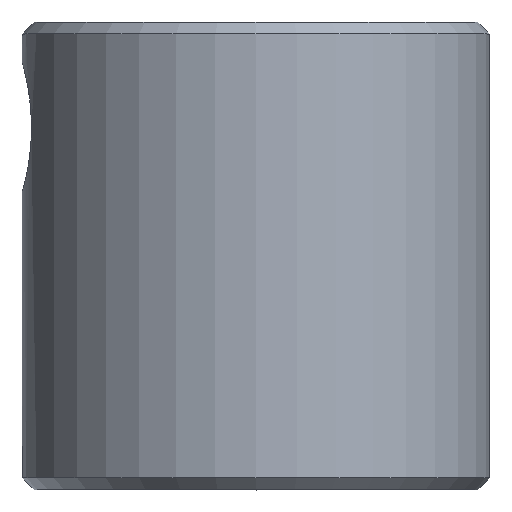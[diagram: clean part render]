
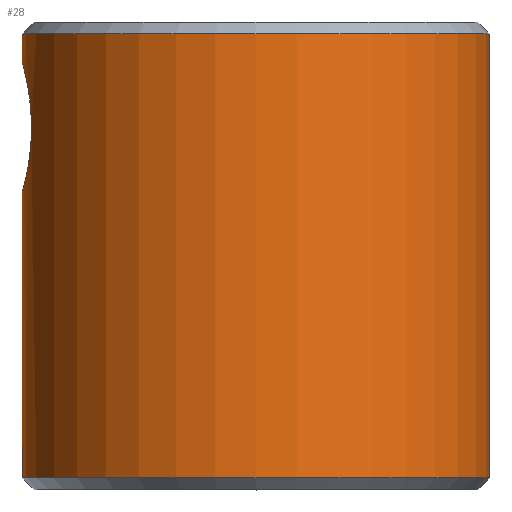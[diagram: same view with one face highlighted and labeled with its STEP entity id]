
A CAD part, top view. The second image highlights one B-rep face of the part: STEP entity #28.
In plain terms, the highlighted cylindrical face has radius 10 mm (diameter 20 mm), a full revolution.
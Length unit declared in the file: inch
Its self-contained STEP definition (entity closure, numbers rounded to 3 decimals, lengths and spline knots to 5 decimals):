
#3 = AXIS2_PLACEMENT_3D ( 'NONE', #72, #104, #239 ) ;
#7 = CARTESIAN_POINT ( 'NONE',  ( 0., 0.76772, -0.3937 ) ) ;
#9 = CARTESIAN_POINT ( 'NONE',  ( -0.38236, 0.5559, -0.09391 ) ) ;
#12 = CARTESIAN_POINT ( 'NONE',  ( -0.3935, 0.50268, 0.01428 ) ) ;
#14 = DIRECTION ( 'NONE',  ( 0., -1., 0. ) ) ;
#16 = CARTESIAN_POINT ( 'NONE',  ( -0.3937, 0.50197, -0.00715 ) ) ;
#18 = CARTESIAN_POINT ( 'NONE',  ( -0.38008, 0.64523, 0.1027 ) ) ;
#23 = CARTESIAN_POINT ( 'NONE',  ( -0.3922, 0.71297, 0.03491 ) ) ;
#25 = CARTESIAN_POINT ( 'NONE',  ( -0.38817, 0.69632, 0.06603 ) ) ;
#28 = ADVANCED_FACE ( 'NONE', ( #60, #145, #265 ), #157, .T. ) ;
#40 = EDGE_CURVE ( 'NONE', #285, #285, #219, .T. ) ;
#41 = CARTESIAN_POINT ( 'NONE',  ( 0., 0.01969, -0.3937 ) ) ;
#42 = CARTESIAN_POINT ( 'NONE',  ( -0.38521, 0.53862, -0.0815 ) ) ;
#45 = CARTESIAN_POINT ( 'NONE',  ( -0.38151, 0.5621, -0.09724 ) ) ;
#47 = EDGE_CURVE ( 'NONE', #217, #217, #58, .T. ) ;
#48 = CARTESIAN_POINT ( 'NONE',  ( -0.38816, 0.52418, 0.06608 ) ) ;
#50 = CARTESIAN_POINT ( 'NONE',  ( -0.37852, 0.60304, -0.10827 ) ) ;
#51 = CARTESIAN_POINT ( 'NONE',  ( -0.39219, 0.71291, -0.03507 ) ) ;
#58 = B_SPLINE_CURVE_WITH_KNOTS ( 'NONE', 3,
 ( #78, #346, #124, #70, #289, #18, #291, #126, #131, #314, #76, #98, #292, #190, #267, #322, #128, #183, #48, #288, #266, #244, #246, #12, #343, #16, #345, #103, #341, #320, #129, #42, #222, #9, #45, #221, #242, #214, #50, #153, #79, #100, #192, #216, #316, #344, #102, #218, #318, #188, #294, #51, #263, #347, #135, #251, #133, #301, #23, #250, #350, #25, #249, #228 ),
 .UNSPECIFIED., .T., .F.,
 ( 4, 2, 2, 2, 2, 2, 2, 2, 2, 2, 2, 2, 2, 2, 2, 2, 2, 2, 2, 2, 2, 2, 2, 2, 2, 2, 2, 2, 2, 2, 2, 4 ),
 ( 0., 0.00054, 0.00108, 0.00163, 0.00217, 0.00271, 0.00325, 0.00379, 0.00433, 0.00488, 0.00542, 0.00596, 0.0065, 0.00704, 0.00759, 0.00867, 0.00921, 0.00975, 0.01029, 0.01084, 0.01138, 0.01192, 0.01246, 0.013, 0.01355, 0.01409, 0.01463, 0.01517, 0.01571, 0.01626, 0.0168, 0.01734 ),
 .UNSPECIFIED. ) ;
#60 = FACE_BOUND ( 'NONE', #277, .T. ) ;
#70 = CARTESIAN_POINT ( 'NONE',  ( -0.38237, 0.66463, 0.09388 ) ) ;
#72 = CARTESIAN_POINT ( 'NONE',  ( 0., 0., 0. ) ) ;
#76 = CARTESIAN_POINT ( 'NONE',  ( -0.37872, 0.596, 0.10756 ) ) ;
#78 = CARTESIAN_POINT ( 'NONE',  ( -0.38619, 0.68684, 0.07651 ) ) ;
#79 = CARTESIAN_POINT ( 'NONE',  ( -0.37873, 0.62449, -0.10756 ) ) ;
#92 = ORIENTED_EDGE ( 'NONE', *, *, #171, .T. ) ;
#93 = CIRCLE ( 'NONE', #283, 0.3937 ) ;
#98 = CARTESIAN_POINT ( 'NONE',  ( -0.37951, 0.58199, 0.10476 ) ) ;
#100 = CARTESIAN_POINT ( 'NONE',  ( -0.3795, 0.63835, -0.10479 ) ) ;
#102 = CARTESIAN_POINT ( 'NONE',  ( -0.38519, 0.68179, -0.08156 ) ) ;
#103 = CARTESIAN_POINT ( 'NONE',  ( -0.39276, 0.50545, -0.02815 ) ) ;
#104 = DIRECTION ( 'NONE',  ( 0., -1., 0. ) ) ;
#124 = CARTESIAN_POINT ( 'NONE',  ( -0.38421, 0.67636, 0.08602 ) ) ;
#126 = CARTESIAN_POINT ( 'NONE',  ( -0.37872, 0.62445, 0.10757 ) ) ;
#128 = CARTESIAN_POINT ( 'NONE',  ( -0.38519, 0.53871, 0.08159 ) ) ;
#129 = CARTESIAN_POINT ( 'NONE',  ( -0.38816, 0.52373, -0.0666 ) ) ;
#131 = CARTESIAN_POINT ( 'NONE',  ( -0.37852, 0.61731, 0.10827 ) ) ;
#133 = CARTESIAN_POINT ( 'NONE',  ( -0.3935, 0.7178, 0.01424 ) ) ;
#135 = CARTESIAN_POINT ( 'NONE',  ( -0.3937, 0.7185, -0.00716 ) ) ;
#141 = AXIS2_PLACEMENT_3D ( 'NONE', #184, #14, #159 ) ;
#145 = FACE_OUTER_BOUND ( 'NONE', #339, .T. ) ;
#153 = CARTESIAN_POINT ( 'NONE',  ( -0.37852, 0.61738, -0.10827 ) ) ;
#157 = CYLINDRICAL_SURFACE ( 'NONE', #3, 0.3937 ) ;
#159 = DIRECTION ( 'NONE',  ( 0., 0., -1. ) ) ;
#169 = DIRECTION ( 'NONE',  ( 0., 1., 0. ) ) ;
#171 = EDGE_CURVE ( 'NONE', #182, #182, #93, .T. ) ;
#182 = VERTEX_POINT ( 'NONE', #41 ) ;
#183 = CARTESIAN_POINT ( 'NONE',  ( -0.38717, 0.52872, 0.07161 ) ) ;
#184 = CARTESIAN_POINT ( 'NONE',  ( 0., 0.76772, 0. ) ) ;
#188 = CARTESIAN_POINT ( 'NONE',  ( -0.38997, 0.7041, -0.05441 ) ) ;
#190 = CARTESIAN_POINT ( 'NONE',  ( -0.3815, 0.5622, 0.09728 ) ) ;
#192 = CARTESIAN_POINT ( 'NONE',  ( -0.38008, 0.64521, -0.10271 ) ) ;
#202 = CARTESIAN_POINT ( 'NONE',  ( 0., 0.01969, 0. ) ) ;
#212 = EDGE_LOOP ( 'NONE', ( #295 ) ) ;
#214 = CARTESIAN_POINT ( 'NONE',  ( -0.37873, 0.59598, -0.10756 ) ) ;
#216 = CARTESIAN_POINT ( 'NONE',  ( -0.38151, 0.65834, -0.09725 ) ) ;
#217 = VERTEX_POINT ( 'NONE', #340 ) ;
#218 = CARTESIAN_POINT ( 'NONE',  ( -0.38717, 0.69175, -0.0716 ) ) ;
#219 = CIRCLE ( 'NONE', #141, 0.3937 ) ;
#221 = CARTESIAN_POINT ( 'NONE',  ( -0.38009, 0.57518, -0.10268 ) ) ;
#222 = CARTESIAN_POINT ( 'NONE',  ( -0.38421, 0.54413, -0.08603 ) ) ;
#228 = CARTESIAN_POINT ( 'NONE',  ( -0.38619, 0.68684, 0.07651 ) ) ;
#239 = DIRECTION ( 'NONE',  ( 0., 0., -1. ) ) ;
#242 = CARTESIAN_POINT ( 'NONE',  ( -0.3795, 0.58208, -0.10478 ) ) ;
#244 = CARTESIAN_POINT ( 'NONE',  ( -0.3922, 0.50752, 0.03496 ) ) ;
#246 = CARTESIAN_POINT ( 'NONE',  ( -0.39275, 0.50546, 0.02818 ) ) ;
#249 = CARTESIAN_POINT ( 'NONE',  ( -0.38719, 0.69187, 0.07148 ) ) ;
#250 = CARTESIAN_POINT ( 'NONE',  ( -0.39082, 0.70753, 0.04802 ) ) ;
#251 = CARTESIAN_POINT ( 'NONE',  ( -0.3937, 0.71851, 0.00703 ) ) ;
#263 = CARTESIAN_POINT ( 'NONE',  ( -0.39275, 0.715, -0.02825 ) ) ;
#265 = FACE_OUTER_BOUND ( 'NONE', #212, .T. ) ;
#266 = CARTESIAN_POINT ( 'NONE',  ( -0.3908, 0.513, 0.04815 ) ) ;
#267 = CARTESIAN_POINT ( 'NONE',  ( -0.38236, 0.55586, 0.09389 ) ) ;
#269 = ORIENTED_EDGE ( 'NONE', *, *, #47, .T. ) ;
#277 = EDGE_LOOP ( 'NONE', ( #269 ) ) ;
#283 = AXIS2_PLACEMENT_3D ( 'NONE', #202, #169, #332 ) ;
#285 = VERTEX_POINT ( 'NONE', #7 ) ;
#288 = CARTESIAN_POINT ( 'NONE',  ( -0.38997, 0.51636, 0.05439 ) ) ;
#289 = CARTESIAN_POINT ( 'NONE',  ( -0.3815, 0.65829, 0.09728 ) ) ;
#291 = CARTESIAN_POINT ( 'NONE',  ( -0.37951, 0.63847, 0.10477 ) ) ;
#292 = CARTESIAN_POINT ( 'NONE',  ( -0.38008, 0.57524, 0.1027 ) ) ;
#294 = CARTESIAN_POINT ( 'NONE',  ( -0.39081, 0.70749, -0.04811 ) ) ;
#295 = ORIENTED_EDGE ( 'NONE', *, *, #40, .T. ) ;
#301 = CARTESIAN_POINT ( 'NONE',  ( -0.39275, 0.71502, 0.02816 ) ) ;
#314 = CARTESIAN_POINT ( 'NONE',  ( -0.37852, 0.60314, 0.10827 ) ) ;
#316 = CARTESIAN_POINT ( 'NONE',  ( -0.38235, 0.66454, -0.09393 ) ) ;
#318 = CARTESIAN_POINT ( 'NONE',  ( -0.38814, 0.69622, -0.06618 ) ) ;
#320 = CARTESIAN_POINT ( 'NONE',  ( -0.39012, 0.51568, -0.05458 ) ) ;
#322 = CARTESIAN_POINT ( 'NONE',  ( -0.38421, 0.54414, 0.08604 ) ) ;
#332 = DIRECTION ( 'NONE',  ( 0., 0., -1. ) ) ;
#339 = EDGE_LOOP ( 'NONE', ( #92 ) ) ;
#340 = CARTESIAN_POINT ( 'NONE',  ( -0.38619, 0.68684, 0.07651 ) ) ;
#341 = CARTESIAN_POINT ( 'NONE',  ( -0.39219, 0.50755, -0.03504 ) ) ;
#343 = CARTESIAN_POINT ( 'NONE',  ( -0.3937, 0.50197, 0.00708 ) ) ;
#344 = CARTESIAN_POINT ( 'NONE',  ( -0.38419, 0.67625, -0.08611 ) ) ;
#345 = CARTESIAN_POINT ( 'NONE',  ( -0.39351, 0.50267, -0.0142 ) ) ;
#346 = CARTESIAN_POINT ( 'NONE',  ( -0.3852, 0.68181, 0.08155 ) ) ;
#347 = CARTESIAN_POINT ( 'NONE',  ( -0.39351, 0.7178, -0.01422 ) ) ;
#350 = CARTESIAN_POINT ( 'NONE',  ( -0.38998, 0.70414, 0.05434 ) ) ;
